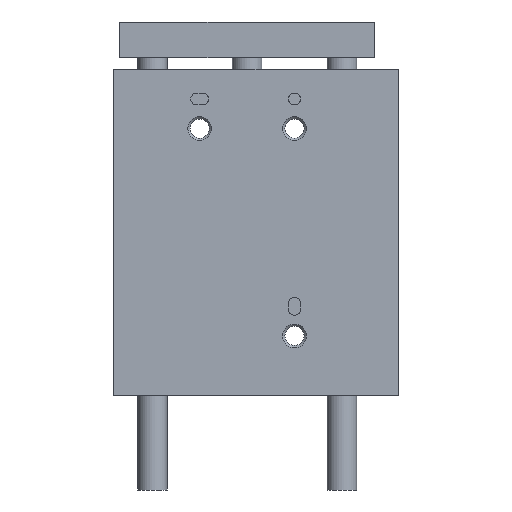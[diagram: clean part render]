
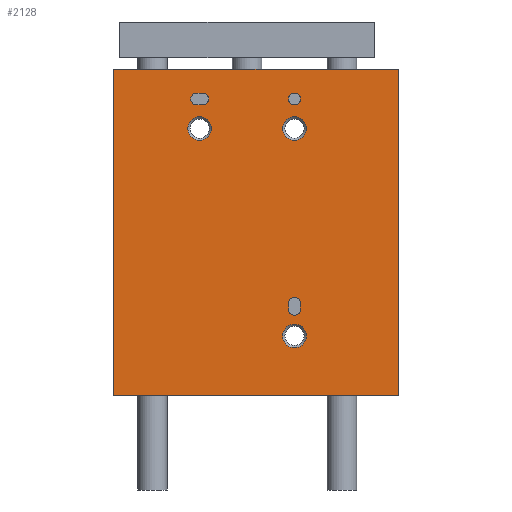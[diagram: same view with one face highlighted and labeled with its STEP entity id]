
A CAD part, front view. The second image highlights one B-rep face of the part: STEP entity #2128.
In plain terms, the highlighted planar face has unit normal (0, -1, 0).
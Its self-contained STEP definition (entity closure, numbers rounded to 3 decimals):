
#146=LINE('',#3302,#293);
#148=LINE('',#3309,#295);
#149=LINE('',#3313,#296);
#150=LINE('',#3317,#297);
#151=LINE('',#3321,#298);
#152=LINE('',#3330,#299);
#153=LINE('',#3332,#300);
#154=LINE('',#3334,#301);
#293=VECTOR('',#2609,1000.);
#295=VECTOR('',#2615,1000.);
#296=VECTOR('',#2618,1000.);
#297=VECTOR('',#2621,1000.);
#298=VECTOR('',#2624,1000.);
#299=VECTOR('',#2633,1000.);
#300=VECTOR('',#2634,1000.);
#301=VECTOR('',#2635,1000.);
#445=ORIENTED_EDGE('',*,*,#984,.F.);
#446=ORIENTED_EDGE('',*,*,#985,.F.);
#447=ORIENTED_EDGE('',*,*,#986,.F.);
#448=ORIENTED_EDGE('',*,*,#987,.F.);
#449=ORIENTED_EDGE('',*,*,#988,.F.);
#450=ORIENTED_EDGE('',*,*,#989,.F.);
#451=ORIENTED_EDGE('',*,*,#990,.F.);
#452=ORIENTED_EDGE('',*,*,#991,.F.);
#453=ORIENTED_EDGE('',*,*,#992,.T.);
#454=ORIENTED_EDGE('',*,*,#993,.T.);
#455=ORIENTED_EDGE('',*,*,#994,.T.);
#456=ORIENTED_EDGE('',*,*,#995,.T.);
#457=ORIENTED_EDGE('',*,*,#996,.T.);
#458=ORIENTED_EDGE('',*,*,#997,.F.);
#459=ORIENTED_EDGE('',*,*,#998,.F.);
#460=ORIENTED_EDGE('',*,*,#982,.T.);
#982=EDGE_CURVE('',#1252,#1251,#146,.T.);
#984=EDGE_CURVE('',#1253,#1254,#1458,.T.);
#985=EDGE_CURVE('',#1255,#1253,#148,.T.);
#986=EDGE_CURVE('',#1256,#1255,#1459,.T.);
#987=EDGE_CURVE('',#1254,#1256,#149,.T.);
#988=EDGE_CURVE('',#1257,#1258,#1460,.T.);
#989=EDGE_CURVE('',#1259,#1257,#150,.T.);
#990=EDGE_CURVE('',#1260,#1259,#1461,.T.);
#991=EDGE_CURVE('',#1258,#1260,#151,.T.);
#992=EDGE_CURVE('',#1261,#1261,#1462,.T.);
#993=EDGE_CURVE('',#1262,#1262,#1463,.T.);
#994=EDGE_CURVE('',#1263,#1263,#1464,.T.);
#995=EDGE_CURVE('',#1264,#1264,#1465,.T.);
#996=EDGE_CURVE('',#1251,#1265,#152,.T.);
#997=EDGE_CURVE('',#1266,#1265,#153,.T.);
#998=EDGE_CURVE('',#1252,#1266,#154,.T.);
#1251=VERTEX_POINT('',#3301);
#1252=VERTEX_POINT('',#3303);
#1253=VERTEX_POINT('',#3307);
#1254=VERTEX_POINT('',#3308);
#1255=VERTEX_POINT('',#3310);
#1256=VERTEX_POINT('',#3312);
#1257=VERTEX_POINT('',#3315);
#1258=VERTEX_POINT('',#3316);
#1259=VERTEX_POINT('',#3318);
#1260=VERTEX_POINT('',#3320);
#1261=VERTEX_POINT('',#3323);
#1262=VERTEX_POINT('',#3325);
#1263=VERTEX_POINT('',#3327);
#1264=VERTEX_POINT('',#3329);
#1265=VERTEX_POINT('',#3331);
#1266=VERTEX_POINT('',#3333);
#1458=CIRCLE('',#2328,1.);
#1459=CIRCLE('',#2329,1.);
#1460=CIRCLE('',#2330,1.);
#1461=CIRCLE('',#2331,1.);
#1462=CIRCLE('',#2332,2.);
#1463=CIRCLE('',#2333,2.);
#1464=CIRCLE('',#2334,2.);
#1465=CIRCLE('',#2335,1.);
#1574=EDGE_LOOP('',(#445,#446,#447,#448));
#1575=EDGE_LOOP('',(#449,#450,#451,#452));
#1576=EDGE_LOOP('',(#453));
#1577=EDGE_LOOP('',(#454));
#1578=EDGE_LOOP('',(#455));
#1579=EDGE_LOOP('',(#456));
#1580=EDGE_LOOP('',(#457,#458,#459,#460));
#1813=FACE_BOUND('',#1574,.T.);
#1814=FACE_BOUND('',#1575,.T.);
#1815=FACE_BOUND('',#1576,.T.);
#1816=FACE_BOUND('',#1577,.T.);
#1817=FACE_BOUND('',#1578,.T.);
#1818=FACE_BOUND('',#1579,.T.);
#1819=FACE_BOUND('',#1580,.T.);
#2056=PLANE('',#2327);
#2128=ADVANCED_FACE('',(#1813,#1814,#1815,#1816,#1817,#1818,#1819),#2056,
 .F.);
#2327=AXIS2_PLACEMENT_3D('',#3305,#2611,#2612);
#2328=AXIS2_PLACEMENT_3D('',#3306,#2613,#2614);
#2329=AXIS2_PLACEMENT_3D('',#3311,#2616,#2617);
#2330=AXIS2_PLACEMENT_3D('',#3314,#2619,#2620);
#2331=AXIS2_PLACEMENT_3D('',#3319,#2622,#2623);
#2332=AXIS2_PLACEMENT_3D('',#3322,#2625,#2626);
#2333=AXIS2_PLACEMENT_3D('',#3324,#2627,#2628);
#2334=AXIS2_PLACEMENT_3D('',#3326,#2629,#2630);
#2335=AXIS2_PLACEMENT_3D('',#3328,#2631,#2632);
#2609=DIRECTION('',(0.,0.,-1.));
#2611=DIRECTION('',(0.,1.,0.));
#2612=DIRECTION('',(0.,0.,1.));
#2613=DIRECTION('',(0.,-1.,0.));
#2614=DIRECTION('',(0.,0.,-1.));
#2615=DIRECTION('',(0.,0.,1.));
#2616=DIRECTION('',(0.,-1.,0.));
#2617=DIRECTION('',(0.,0.,-1.));
#2618=DIRECTION('',(0.,0.,-1.));
#2619=DIRECTION('',(0.,-1.,0.));
#2620=DIRECTION('',(0.,0.,-1.));
#2621=DIRECTION('',(-1.,0.,0.));
#2622=DIRECTION('',(0.,-1.,0.));
#2623=DIRECTION('',(0.,0.,-1.));
#2624=DIRECTION('',(1.,0.,0.));
#2625=DIRECTION('',(0.,1.,0.));
#2626=DIRECTION('',(0.,0.,1.));
#2627=DIRECTION('',(0.,1.,0.));
#2628=DIRECTION('',(0.,0.,1.));
#2629=DIRECTION('',(0.,1.,0.));
#2630=DIRECTION('',(0.,0.,1.));
#2631=DIRECTION('',(0.,1.,0.));
#2632=DIRECTION('',(0.,0.,1.));
#2633=DIRECTION('',(1.,0.,0.));
#2634=DIRECTION('',(0.,0.,-1.));
#2635=DIRECTION('',(1.,0.,0.));
#3301=CARTESIAN_POINT('',(-22.5,0.,0.));
#3302=CARTESIAN_POINT('',(-22.5,0.,55.));
#3303=CARTESIAN_POINT('',(-22.5,0.,55.));
#3305=CARTESIAN_POINT('',(-22.5,0.,55.));
#3306=CARTESIAN_POINT('',(8.,0.,15.5));
#3307=CARTESIAN_POINT('',(9.,0.,15.5));
#3308=CARTESIAN_POINT('',(7.,0.,15.5));
#3309=CARTESIAN_POINT('',(9.,0.,14.5));
#3310=CARTESIAN_POINT('',(9.,0.,14.5));
#3311=CARTESIAN_POINT('',(8.,0.,14.5));
#3312=CARTESIAN_POINT('',(7.,0.,14.5));
#3313=CARTESIAN_POINT('',(7.,0.,15.5));
#3314=CARTESIAN_POINT('',(-8.5,0.,50.));
#3315=CARTESIAN_POINT('',(-8.5,0.,51.));
#3316=CARTESIAN_POINT('',(-8.5,0.,49.));
#3317=CARTESIAN_POINT('',(-7.5,0.,51.));
#3318=CARTESIAN_POINT('',(-7.5,0.,51.));
#3319=CARTESIAN_POINT('',(-7.5,0.,50.));
#3320=CARTESIAN_POINT('',(-7.5,0.,49.));
#3321=CARTESIAN_POINT('',(-8.5,0.,49.));
#3322=CARTESIAN_POINT('',(-8.,0.,45.));
#3323=CARTESIAN_POINT('',(-8.,0.,47.));
#3324=CARTESIAN_POINT('',(8.,0.,10.));
#3325=CARTESIAN_POINT('',(8.,0.,12.));
#3326=CARTESIAN_POINT('',(8.,0.,45.));
#3327=CARTESIAN_POINT('',(8.,0.,47.));
#3328=CARTESIAN_POINT('',(8.,0.,50.));
#3329=CARTESIAN_POINT('',(8.,0.,51.));
#3330=CARTESIAN_POINT('',(-22.5,0.,0.));
#3331=CARTESIAN_POINT('',(25.5,0.,0.));
#3332=CARTESIAN_POINT('',(25.5,0.,55.));
#3333=CARTESIAN_POINT('',(25.5,0.,55.));
#3334=CARTESIAN_POINT('',(-22.5,0.,55.));
